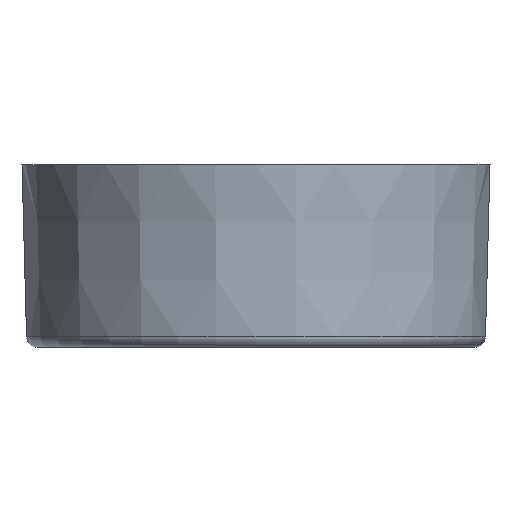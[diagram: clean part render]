
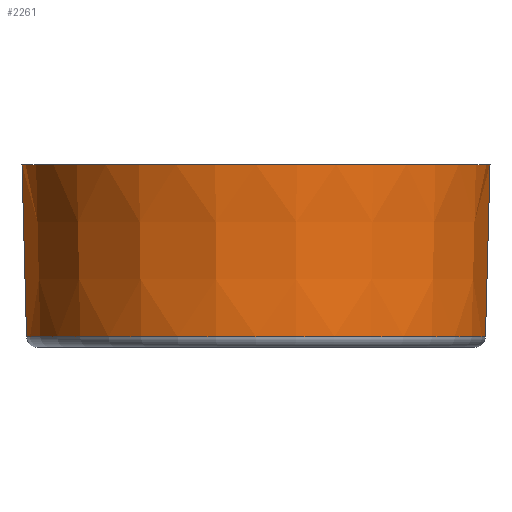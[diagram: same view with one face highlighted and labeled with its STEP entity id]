
A CAD part, front view. The second image highlights one B-rep face of the part: STEP entity #2261.
In plain terms, the highlighted conical face has half-angle 1.5 degrees and reference radius 84 mm.
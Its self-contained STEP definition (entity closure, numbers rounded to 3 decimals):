
#305 = CIRCLE ( 'NONE', #3060, 84.102 ) ;
#382 = DIRECTION ( 'NONE',  ( -0.026, 0., -1. ) ) ;
#397 = CARTESIAN_POINT ( 'NONE',  ( 84., 0., 0. ) ) ;
#437 = VERTEX_POINT ( 'NONE', #940 ) ;
#493 = CARTESIAN_POINT ( 'NONE',  ( -85.754, 0., 67. ) ) ;
#563 = CARTESIAN_POINT ( 'NONE',  ( -84.102, 0., 3.895 ) ) ;
#682 = VERTEX_POINT ( 'NONE', #493 ) ;
#746 = EDGE_CURVE ( 'NONE', #2543, #437, #2634, .T. ) ;
#923 = EDGE_LOOP ( 'NONE', ( #2624, #2470, #2667, #2694 ) ) ;
#940 = CARTESIAN_POINT ( 'NONE',  ( 84.102, 0., 3.895 ) ) ;
#950 = CIRCLE ( 'NONE', #1871, 85.754 ) ;
#1042 = EDGE_CURVE ( 'NONE', #682, #3775, #2104, .T. ) ;
#1099 = VECTOR ( 'NONE', #382, 1000. ) ;
#1117 = DIRECTION ( 'NONE',  ( 0., 0., 1. ) ) ;
#1181 = DIRECTION ( 'NONE',  ( 0.026, 0., -1. ) ) ;
#1214 = CARTESIAN_POINT ( 'NONE',  ( -84., 0., 0. ) ) ;
#1264 = VECTOR ( 'NONE', #1181, 1000. ) ;
#1613 = DIRECTION ( 'NONE',  ( 0., 0., 1. ) ) ;
#1871 = AXIS2_PLACEMENT_3D ( 'NONE', #3281, #1613, #3555 ) ;
#2104 = LINE ( 'NONE', #1214, #1264 ) ;
#2111 = DIRECTION ( 'NONE',  ( 0., 0., 1. ) ) ;
#2143 = CARTESIAN_POINT ( 'NONE',  ( 0., 0., 0. ) ) ;
#2147 = DIRECTION ( 'NONE',  ( 1., 0., 0. ) ) ;
#2244 = CONICAL_SURFACE ( 'NONE', #3302, 84., 0.026 ) ;
#2261 = ADVANCED_FACE ( 'NONE', ( #2938 ), #2244, .T. ) ;
#2470 = ORIENTED_EDGE ( 'NONE', *, *, #3502, .T. ) ;
#2501 = CARTESIAN_POINT ( 'NONE',  ( 85.754, 0., 67. ) ) ;
#2543 = VERTEX_POINT ( 'NONE', #2501 ) ;
#2624 = ORIENTED_EDGE ( 'NONE', *, *, #1042, .T. ) ;
#2634 = LINE ( 'NONE', #397, #1099 ) ;
#2667 = ORIENTED_EDGE ( 'NONE', *, *, #746, .F. ) ;
#2694 = ORIENTED_EDGE ( 'NONE', *, *, #3173, .F. ) ;
#2912 = CARTESIAN_POINT ( 'NONE',  ( 0., 0., 3.895 ) ) ;
#2938 = FACE_OUTER_BOUND ( 'NONE', #923, .T. ) ;
#3060 = AXIS2_PLACEMENT_3D ( 'NONE', #2912, #1117, #3177 ) ;
#3173 = EDGE_CURVE ( 'NONE', #682, #2543, #950, .T. ) ;
#3177 = DIRECTION ( 'NONE',  ( -1., 0., 0. ) ) ;
#3281 = CARTESIAN_POINT ( 'NONE',  ( 0., 0., 67. ) ) ;
#3302 = AXIS2_PLACEMENT_3D ( 'NONE', #2143, #2111, #2147 ) ;
#3502 = EDGE_CURVE ( 'NONE', #3775, #437, #305, .T. ) ;
#3555 = DIRECTION ( 'NONE',  ( 1., 0., 0. ) ) ;
#3775 = VERTEX_POINT ( 'NONE', #563 ) ;
